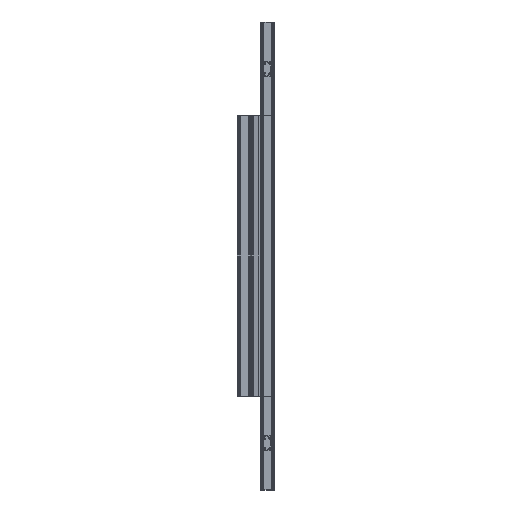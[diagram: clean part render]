
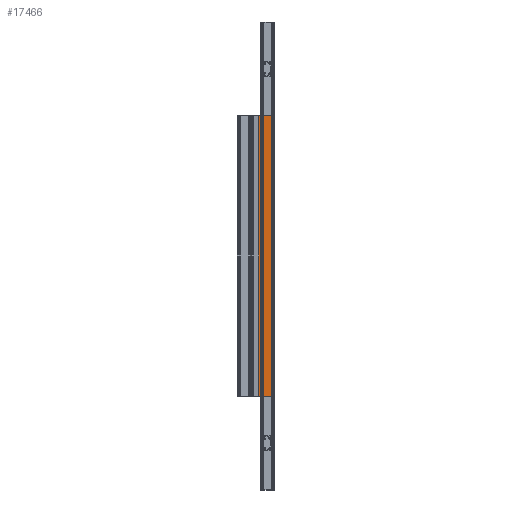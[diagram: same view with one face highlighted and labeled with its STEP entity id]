
A CAD part, left-side view. The second image highlights one B-rep face of the part: STEP entity #17466.
In plain terms, the highlighted face is planar.
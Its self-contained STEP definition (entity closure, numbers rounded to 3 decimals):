
#305 = CARTESIAN_POINT ( 'NONE',  ( 2., 600., -18.68 ) ) ;
#712 = CARTESIAN_POINT ( 'NONE',  ( 2., 600., 14.5 ) ) ;
#1370 = EDGE_LOOP ( 'NONE', ( #8447, #14856, #2815, #7930 ) ) ;
#1579 = DIRECTION ( 'NONE',  ( 0., 0., -1. ) ) ;
#1597 = EDGE_CURVE ( 'NONE', #16059, #8937, #1976, .T. ) ;
#1808 = VECTOR ( 'NONE', #18227, 1000. ) ;
#1904 = DIRECTION ( 'NONE',  ( 0., 0., 1. ) ) ;
#1961 = DIRECTION ( 'NONE',  ( 0., 0., -1. ) ) ;
#1976 = LINE ( 'NONE', #305, #1808 ) ;
#2497 = VECTOR ( 'NONE', #1961, 1000. ) ;
#2615 = CARTESIAN_POINT ( 'NONE',  ( 2., 600., 14.5 ) ) ;
#2815 = ORIENTED_EDGE ( 'NONE', *, *, #8847, .F. ) ;
#3458 = LINE ( 'NONE', #15713, #2497 ) ;
#3836 = CARTESIAN_POINT ( 'NONE',  ( 2., 0., -18.68 ) ) ;
#5524 = VERTEX_POINT ( 'NONE', #7859 ) ;
#5928 = VECTOR ( 'NONE', #19207, 1000. ) ;
#6160 = EDGE_CURVE ( 'NONE', #5524, #8937, #8819, .T. ) ;
#6856 = FACE_OUTER_BOUND ( 'NONE', #1370, .T. ) ;
#7006 = VERTEX_POINT ( 'NONE', #2615 ) ;
#7859 = CARTESIAN_POINT ( 'NONE',  ( 2., 0., 14.5 ) ) ;
#7930 = ORIENTED_EDGE ( 'NONE', *, *, #9906, .T. ) ;
#8447 = ORIENTED_EDGE ( 'NONE', *, *, #6160, .T. ) ;
#8819 = LINE ( 'NONE', #17722, #13148 ) ;
#8847 = EDGE_CURVE ( 'NONE', #7006, #16059, #3458, .T. ) ;
#8937 = VERTEX_POINT ( 'NONE', #3836 ) ;
#9906 = EDGE_CURVE ( 'NONE', #7006, #5524, #19412, .T. ) ;
#10975 = CARTESIAN_POINT ( 'NONE',  ( 2., 600., -18.68 ) ) ;
#12694 = PLANE ( 'NONE',  #19386 ) ;
#13148 = VECTOR ( 'NONE', #1579, 1000. ) ;
#13276 = CARTESIAN_POINT ( 'NONE',  ( 2., 600., 14.5 ) ) ;
#14185 = DIRECTION ( 'NONE',  ( -1., 0., 0. ) ) ;
#14856 = ORIENTED_EDGE ( 'NONE', *, *, #1597, .F. ) ;
#15713 = CARTESIAN_POINT ( 'NONE',  ( 2., 600., 14.5 ) ) ;
#16059 = VERTEX_POINT ( 'NONE', #10975 ) ;
#17466 = ADVANCED_FACE ( 'NONE', ( #6856 ), #12694, .F. ) ;
#17722 = CARTESIAN_POINT ( 'NONE',  ( 2., 0., 14.5 ) ) ;
#18227 = DIRECTION ( 'NONE',  ( 0., -1., 0. ) ) ;
#19207 = DIRECTION ( 'NONE',  ( 0., -1., 0. ) ) ;
#19386 = AXIS2_PLACEMENT_3D ( 'NONE', #712, #14185, #1904 ) ;
#19412 = LINE ( 'NONE', #13276, #5928 ) ;
